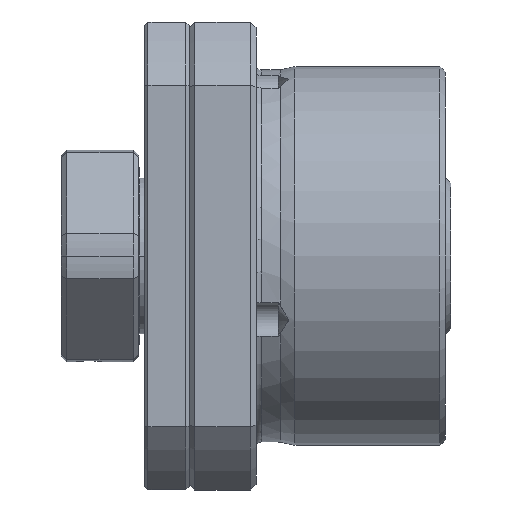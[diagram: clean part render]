
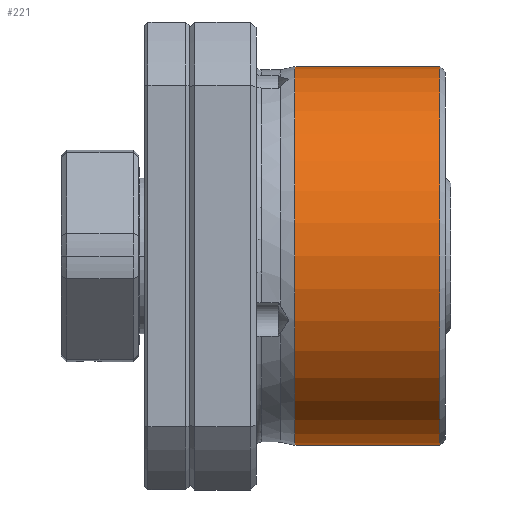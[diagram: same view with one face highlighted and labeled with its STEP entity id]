
A CAD part, front view. The second image highlights one B-rep face of the part: STEP entity #221.
In plain terms, the highlighted cylindrical face has radius 17 mm (diameter 34 mm), a partial arc.
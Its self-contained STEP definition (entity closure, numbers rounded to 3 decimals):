
#221 = ADVANCED_FACE ( 'NONE', ( #19253 ), #19319, .T. ) ;
#259 = ORIENTED_EDGE ( 'NONE', *, *, #15406, .T. ) ;
#266 = ORIENTED_EDGE ( 'NONE', *, *, #268, .F. ) ;
#268 = EDGE_CURVE ( 'NONE', #16982, #16935, #19357, .T. ) ;
#270 = EDGE_CURVE ( 'NONE', #19551, #19544, #19415, .T. ) ;
#272 = ORIENTED_EDGE ( 'NONE', *, *, #19510, .F. ) ;
#277 = ORIENTED_EDGE ( 'NONE', *, *, #270, .T. ) ;
#351 = EDGE_LOOP ( 'NONE', ( #272, #277, #259, #266 ) ) ;
#1424 = DIRECTION ( 'NONE',  ( -1., 0., 0. ) ) ;
#1425 = VECTOR ( 'NONE', #1424, 1000. ) ;
#1426 = CARTESIAN_POINT ( 'NONE',  ( -94.469, 0., 17. ) ) ;
#1427 = LINE ( 'NONE', #1426, #1425 ) ;
#4078 = CARTESIAN_POINT ( 'NONE',  ( 9.5, 0., 17. ) ) ;
#4137 = CARTESIAN_POINT ( 'NONE',  ( 9.5, 0., -17. ) ) ;
#14629 = DIRECTION ( 'NONE',  ( -1., 0., 0. ) ) ;
#14630 = VECTOR ( 'NONE', #14629, 1000. ) ;
#14631 = CARTESIAN_POINT ( 'NONE',  ( -94.469, 0., -17. ) ) ;
#14637 = LINE ( 'NONE', #14631, #14630 ) ;
#14739 = CARTESIAN_POINT ( 'NONE',  ( 22.5, 0., -17. ) ) ;
#14747 = CARTESIAN_POINT ( 'NONE',  ( 22.5, 0., 17. ) ) ;
#15406 = EDGE_CURVE ( 'NONE', #19544, #16935, #1427, .T. ) ;
#16935 = VERTEX_POINT ( 'NONE', #4078 ) ;
#16982 = VERTEX_POINT ( 'NONE', #4137 ) ;
#19252 = CARTESIAN_POINT ( 'NONE',  ( -94.469, 0., 0. ) ) ;
#19253 = FACE_OUTER_BOUND ( 'NONE', #351, .T. ) ;
#19316 = DIRECTION ( 'NONE',  ( 0., 0., 1. ) ) ;
#19317 = DIRECTION ( 'NONE',  ( -1., 0., 0. ) ) ;
#19318 = AXIS2_PLACEMENT_3D ( 'NONE', #19252, #19317, #19316 ) ;
#19319 = CYLINDRICAL_SURFACE ( 'NONE', #19318, 17. ) ;
#19351 = CARTESIAN_POINT ( 'NONE',  ( 22.5, 0., 0. ) ) ;
#19353 = DIRECTION ( 'NONE',  ( 0., 0., 1. ) ) ;
#19354 = DIRECTION ( 'NONE',  ( -1., 0., 0. ) ) ;
#19355 = CARTESIAN_POINT ( 'NONE',  ( 9.5, 0., 0. ) ) ;
#19356 = AXIS2_PLACEMENT_3D ( 'NONE', #19355, #19354, #19353 ) ;
#19357 = CIRCLE ( 'NONE', #19356, 17. ) ;
#19412 = DIRECTION ( 'NONE',  ( 0., 0., 1. ) ) ;
#19413 = DIRECTION ( 'NONE',  ( -1., 0., 0. ) ) ;
#19414 = AXIS2_PLACEMENT_3D ( 'NONE', #19351, #19413, #19412 ) ;
#19415 = CIRCLE ( 'NONE', #19414, 17. ) ;
#19510 = EDGE_CURVE ( 'NONE', #19551, #16982, #14637, .T. ) ;
#19544 = VERTEX_POINT ( 'NONE', #14747 ) ;
#19551 = VERTEX_POINT ( 'NONE', #14739 ) ;
